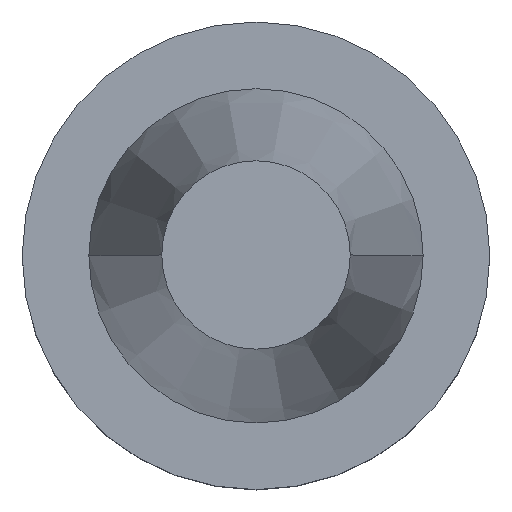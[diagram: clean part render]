
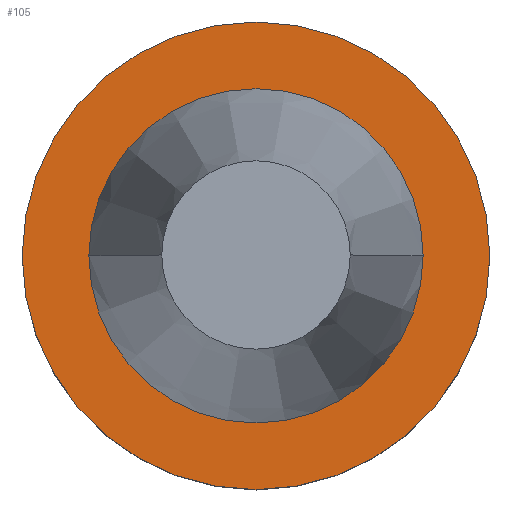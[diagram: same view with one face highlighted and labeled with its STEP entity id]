
A CAD part, top view. The second image highlights one B-rep face of the part: STEP entity #105.
In plain terms, the highlighted planar face has unit normal (0, 0, 1).
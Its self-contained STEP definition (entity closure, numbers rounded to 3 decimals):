
#41=PLANE('',#365);
#60=FACE_BOUND('',#147,.T.);
#61=FACE_BOUND('',#148,.T.);
#105=ADVANCED_FACE('',(#60,#61),#41,.T.);
#147=EDGE_LOOP('',(#193,#194));
#148=EDGE_LOOP('',(#195));
#193=ORIENTED_EDGE('',*,*,#276,.F.);
#194=ORIENTED_EDGE('',*,*,#277,.F.);
#195=ORIENTED_EDGE('',*,*,#274,.F.);
#246=VERTEX_POINT('',#541);
#248=VERTEX_POINT('',#548);
#249=VERTEX_POINT('',#549);
#274=EDGE_CURVE('',#246,#246,#301,.T.);
#276=EDGE_CURVE('',#248,#249,#303,.T.);
#277=EDGE_CURVE('',#249,#248,#304,.T.);
#301=CIRCLE('',#358,31.5);
#303=CIRCLE('',#363,22.517);
#304=CIRCLE('',#364,22.517);
#358=AXIS2_PLACEMENT_3D('',#540,#440,#441);
#363=AXIS2_PLACEMENT_3D('',#547,#450,#451);
#364=AXIS2_PLACEMENT_3D('',#550,#452,#453);
#365=AXIS2_PLACEMENT_3D('',#551,#454,#455);
#440=DIRECTION('',(0.,0.,-1.));
#441=DIRECTION('',(1.,0.,0.));
#450=DIRECTION('',(0.,0.,1.));
#451=DIRECTION('',(1.,0.,0.));
#452=DIRECTION('',(0.,0.,1.));
#453=DIRECTION('',(1.,0.,0.));
#454=DIRECTION('',(0.,0.,1.));
#455=DIRECTION('',(-1.,0.,0.));
#540=CARTESIAN_POINT('',(0.,0.,-2.));
#541=CARTESIAN_POINT('',(31.5,0.,-2.));
#547=CARTESIAN_POINT('',(0.,0.,-2.));
#548=CARTESIAN_POINT('',(-22.517,0.,-2.));
#549=CARTESIAN_POINT('',(22.517,0.,-2.));
#550=CARTESIAN_POINT('',(0.,0.,-2.));
#551=CARTESIAN_POINT('',(0.,22.698,-2.));
